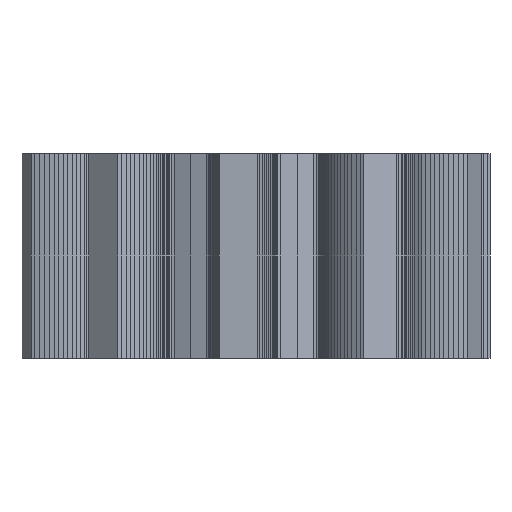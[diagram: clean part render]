
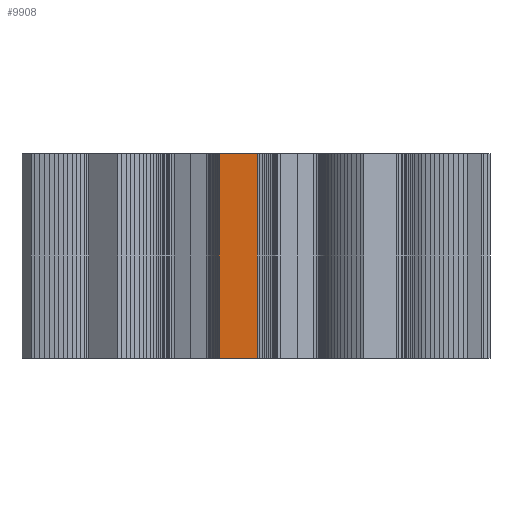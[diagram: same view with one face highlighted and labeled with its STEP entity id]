
A CAD part, front view. The second image highlights one B-rep face of the part: STEP entity #9908.
In plain terms, the highlighted planar face has unit normal (-0.075, -0.997, 0).
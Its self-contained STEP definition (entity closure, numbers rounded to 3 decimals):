
#82=LINE('',#12874,#1434);
#848=LINE('',#14407,#2200);
#1298=LINE('',#15307,#2650);
#1299=LINE('',#15309,#2651);
#1434=VECTOR('',#10537,10.);
#2200=VECTOR('',#11305,10.);
#2650=VECTOR('',#12523,10.);
#2651=VECTOR('',#12526,10.);
#3110=FACE_OUTER_BOUND('',#3568,.T.);
#3568=EDGE_LOOP('',(#8340,#8341,#8342,#8343));
#3710=VERTEX_POINT('',#12871);
#3711=VERTEX_POINT('',#12873);
#4476=VERTEX_POINT('',#14404);
#4477=VERTEX_POINT('',#14406);
#4615=EDGE_CURVE('',#3710,#3711,#82,.T.);
#5381=EDGE_CURVE('',#4477,#4476,#848,.T.);
#5832=EDGE_CURVE('',#4476,#3711,#1298,.T.);
#5833=EDGE_CURVE('',#4477,#3710,#1299,.T.);
#8340=ORIENTED_EDGE('',*,*,#5381,.T.);
#8341=ORIENTED_EDGE('',*,*,#5832,.T.);
#8342=ORIENTED_EDGE('',*,*,#4615,.F.);
#8343=ORIENTED_EDGE('',*,*,#5833,.F.);
#8997=PLANE('',#10387);
#9908=ADVANCED_FACE('',(#3110),#8997,.T.);
#10387=AXIS2_PLACEMENT_3D('',#15308,#12524,#12525);
#10537=DIRECTION('',(0.997,-0.075,0.));
#11305=DIRECTION('',(0.997,-0.075,0.));
#12523=DIRECTION('',(0.,0.,1.));
#12524=DIRECTION('center_axis',(-0.075,-0.997,
0.));
#12525=DIRECTION('ref_axis',(0.997,-0.075,0.));
#12526=DIRECTION('',(0.,0.,1.));
#12871=CARTESIAN_POINT('',(9.77,0.14,10.));
#12873=CARTESIAN_POINT('',(11.623,0.,10.));
#12874=CARTESIAN_POINT('',(9.77,0.14,10.));
#14404=CARTESIAN_POINT('',(11.623,0.,0.));
#14406=CARTESIAN_POINT('',(9.77,0.14,0.));
#14407=CARTESIAN_POINT('',(9.77,0.14,0.));
#15307=CARTESIAN_POINT('',(11.623,0.,0.));
#15308=CARTESIAN_POINT('Origin',(9.77,0.14,0.));
#15309=CARTESIAN_POINT('',(9.77,0.14,0.));
